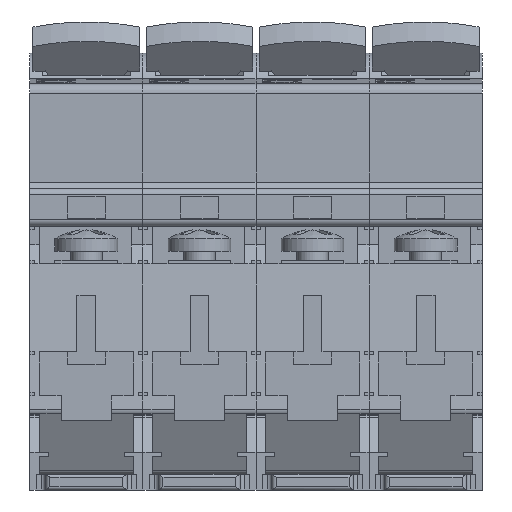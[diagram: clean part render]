
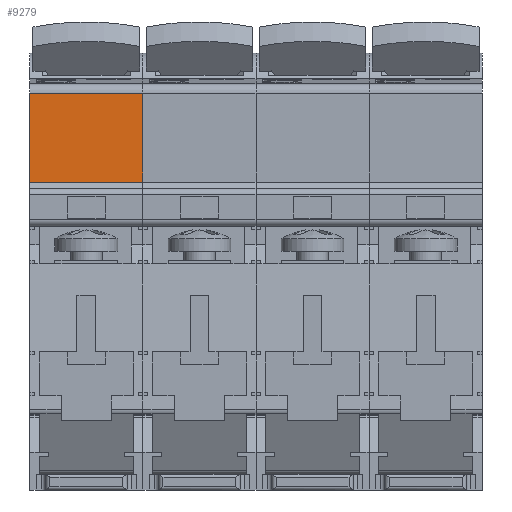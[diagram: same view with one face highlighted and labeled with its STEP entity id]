
A CAD part, front view. The second image highlights one B-rep face of the part: STEP entity #9279.
In plain terms, the highlighted face is planar.
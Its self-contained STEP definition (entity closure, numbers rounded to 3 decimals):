
#415=DIRECTION('',(0.,0.,1.));
#416=VECTOR('',#415,14.126);
#417=CARTESIAN_POINT('',(-22.5,-9.,49.));
#418=LINE('',#417,#416);
#3101=DIRECTION('',(0.,1.,0.));
#3102=VECTOR('',#3101,18.);
#3103=CARTESIAN_POINT('',(-22.5,-9.,63.126));
#3104=LINE('',#3103,#3102);
#3115=DIRECTION('',(0.,1.,0.));
#3116=VECTOR('',#3115,18.);
#3117=CARTESIAN_POINT('',(-22.5,-9.,49.));
#3118=LINE('',#3117,#3116);
#3122=DIRECTION('',(0.,0.,1.));
#3123=VECTOR('',#3122,14.126);
#3124=CARTESIAN_POINT('',(-22.5,9.,49.));
#3125=LINE('',#3124,#3123);
#5844=CARTESIAN_POINT('',(-22.5,9.,63.126));
#5845=VERTEX_POINT('',#5844);
#5846=CARTESIAN_POINT('',(-22.5,9.,49.));
#5847=VERTEX_POINT('',#5846);
#5994=CARTESIAN_POINT('',(-22.5,-9.,49.));
#5995=VERTEX_POINT('',#5994);
#5996=CARTESIAN_POINT('',(-22.5,-9.,63.126));
#5997=VERTEX_POINT('',#5996);
#9267=CARTESIAN_POINT('',(-22.5,-9.,64.5));
#9268=DIRECTION('',(-1.,0.,0.));
#9269=DIRECTION('',(0.,0.,1.));
#9270=AXIS2_PLACEMENT_3D('',#9267,#9268,#9269);
#9271=PLANE('',#9270);
#9272=ORIENTED_EDGE('',*,*,#6952,.F.);
#9274=ORIENTED_EDGE('',*,*,#9273,.T.);
#9275=ORIENTED_EDGE('',*,*,#7501,.T.);
#9276=ORIENTED_EDGE('',*,*,#9253,.F.);
#9277=EDGE_LOOP('',(#9272,#9274,#9275,#9276));
#9278=FACE_OUTER_BOUND('',#9277,.F.);
#6952=EDGE_CURVE('',#5995,#5997,#418,.T.);
#7501=EDGE_CURVE('',#5847,#5845,#3125,.T.);
#9253=EDGE_CURVE('',#5997,#5845,#3104,.T.);
#9273=EDGE_CURVE('',#5995,#5847,#3118,.T.);
#9279=ADVANCED_FACE('',(#9278),#9271,.T.);
